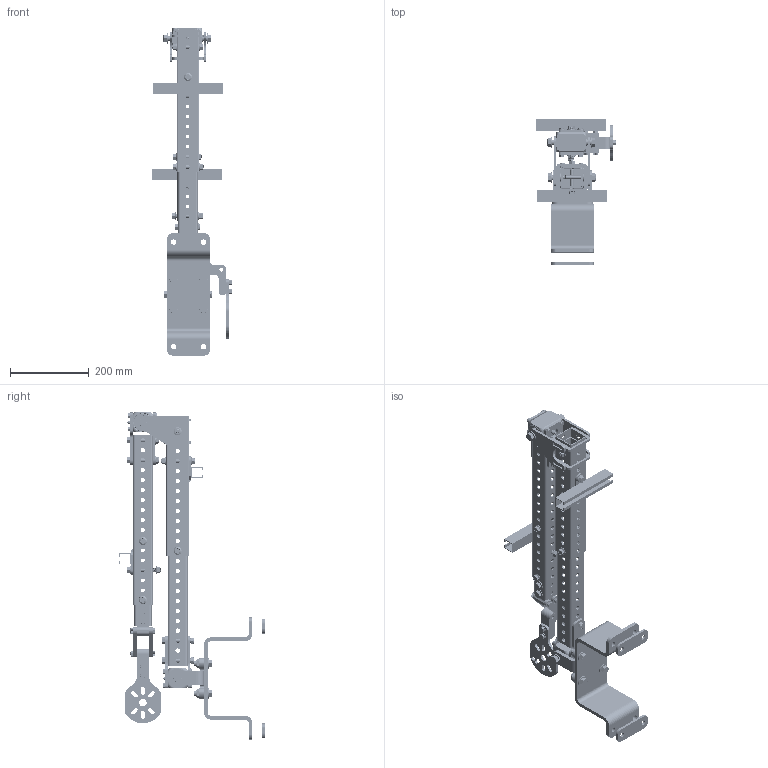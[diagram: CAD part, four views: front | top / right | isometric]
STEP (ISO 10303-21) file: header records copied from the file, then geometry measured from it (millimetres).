
FILE_DESCRIPTION((''),'2;1');
FILE_NAME('ILC64405001','2023-03-31T07:57:06',('rkuestersteffen'),(''),'CREO PARAMETRIC BY PTC INC, 2021164','CREO PARAMETRIC BY PTC INC, 2021164','');
FILE_SCHEMA(('AUTOMOTIVE_DESIGN { 1 0 10303 214 1 1 1 1 }'));
Length unit declared in the file: inch
Products named in the file (13): ILC64405001_EXTENSIONBRACKET; ILC64405001_SANDWICHPLATE; ILC64405001_BASEBRACKET; ILC64405001_BASEHARDWARE; ILC64405001_SHOULDER2; ILC64405001_ELBOW1; ILC64405001_SHOULDER; ILC64405001_WRIST1; ILC64405001_WRIST2; ILC64405001_WRIST3; ILC64405001_WRIST4; ILC64405001_HOSERAIL; ILC64405001
Assembly tree (17 placements, depth 2):
  ILC64405001
    ILC64405001_EXTENSIONBRACKET
    ILC64405001_SANDWICHPLATE  x2
    ILC64405001_BASEBRACKET
    ILC64405001_BASEHARDWARE
    ILC64405001_SHOULDER2
    ILC64405001_ELBOW1
    ILC64405001_SHOULDER
    ILC64405001_WRIST1
    ILC64405001_WRIST2  x2
    ILC64405001_WRIST3  x2
    ILC64405001_WRIST4  x2
    ILC64405001_HOSERAIL  x2
Bounding box: 201.96 x 371.55 x 832.8 mm (x, y, z)
Volume: 2712302.3 mm3; surface area: 1178353.3 mm2
Topology: 27 solids, 34 shells, 5563 faces, 13593 edges, 8777 vertices
Faces by surface type: plane 2850, cylinder 1489, cone 642, bspline 274, torus 168, extrusion 88, sphere 52
Entity records: 264156 total; most frequent: CARTESIAN_POINT 111710, ORIENTED_EDGE 21124, DIRECTION 20786, PRESENTATION_STYLE_ASSIGNMENT 10644, STYLED_ITEM 10644, EDGE_CURVE 10562, AXIS2_PLACEMENT_3D 8056, VERTEX_POINT 6795
